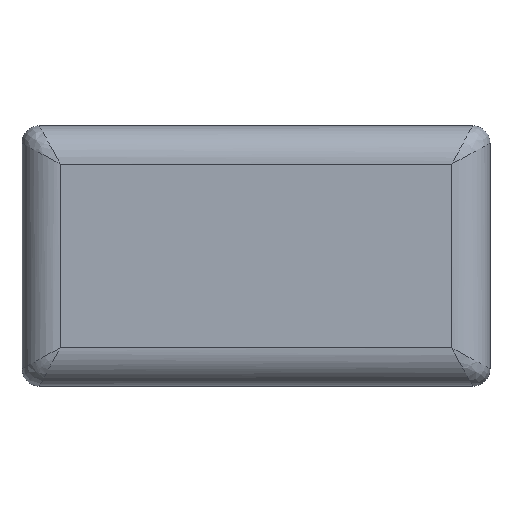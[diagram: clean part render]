
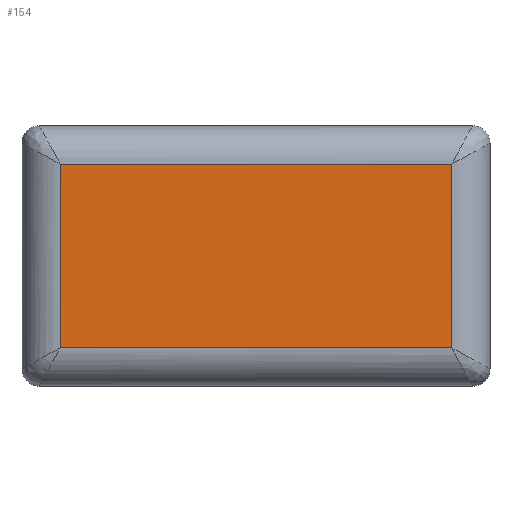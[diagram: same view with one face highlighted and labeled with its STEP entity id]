
A CAD part, top view. The second image highlights one B-rep face of the part: STEP entity #154.
In plain terms, the highlighted planar face has unit normal (0, 0, 1).
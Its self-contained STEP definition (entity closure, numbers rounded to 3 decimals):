
#16=PLANE('',#182);
#18=LINE('',#274,#26);
#22=LINE('',#354,#30);
#23=LINE('',#389,#31);
#24=LINE('',#422,#32);
#26=VECTOR('',#194,5.5);
#30=VECTOR('',#206,5.5);
#31=VECTOR('',#213,5.5);
#32=VECTOR('',#218,5.5);
#46=FACE_OUTER_BOUND('',#56,.T.);
#56=EDGE_LOOP('',(#137,#138,#139,#140));
#71=VERTEX_POINT('',#266);
#73=VERTEX_POINT('',#272);
#79=VERTEX_POINT('',#352);
#80=VERTEX_POINT('',#385);
#86=EDGE_CURVE('',#73,#71,#18,.T.);
#95=EDGE_CURVE('',#79,#73,#22,.T.);
#98=EDGE_CURVE('',#71,#80,#23,.T.);
#100=EDGE_CURVE('',#80,#79,#24,.T.);
#137=ORIENTED_EDGE('',*,*,#95,.F.);
#138=ORIENTED_EDGE('',*,*,#100,.F.);
#139=ORIENTED_EDGE('',*,*,#98,.F.);
#140=ORIENTED_EDGE('',*,*,#86,.F.);
#154=ADVANCED_FACE('',(#46),#16,.T.);
#182=AXIS2_PLACEMENT_3D('',#423,#219,#220);
#194=DIRECTION('',(0.,-1.,0.));
#206=DIRECTION('',(1.,0.,0.));
#213=DIRECTION('',(-1.,0.,0.));
#218=DIRECTION('',(0.,1.,0.));
#219=DIRECTION('center_axis',(0.,0.,1.));
#220=DIRECTION('ref_axis',(1.,0.,0.));
#266=CARTESIAN_POINT('',(102.398,-34.723,25.));
#272=CARTESIAN_POINT('',(102.398,-8.477,25.));
#274=CARTESIAN_POINT('',(102.398,-3.,25.));
#352=CARTESIAN_POINT('',(46.477,-8.477,25.));
#354=CARTESIAN_POINT('',(41.,-8.477,25.));
#385=CARTESIAN_POINT('',(46.477,-34.723,25.));
#389=CARTESIAN_POINT('',(107.875,-34.723,25.));
#422=CARTESIAN_POINT('',(46.477,-40.2,25.));
#423=CARTESIAN_POINT('Origin',(74.438,-21.6,25.));
